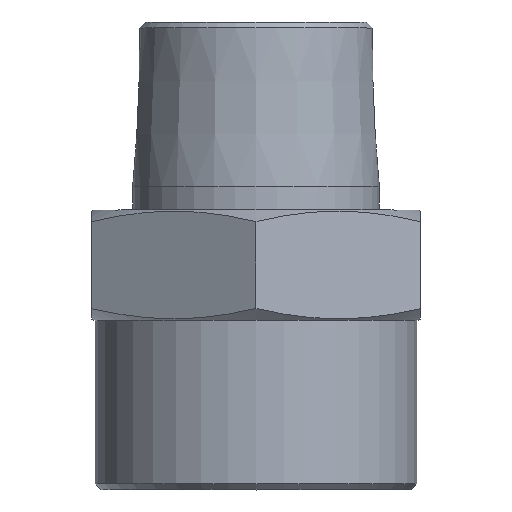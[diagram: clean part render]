
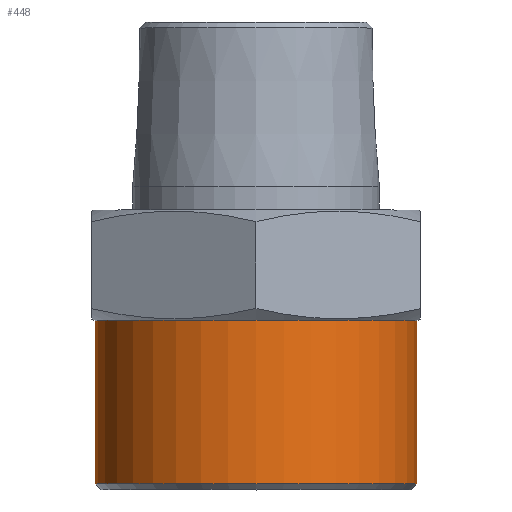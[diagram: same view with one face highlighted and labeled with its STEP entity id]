
A CAD part, top view. The second image highlights one B-rep face of the part: STEP entity #448.
In plain terms, the highlighted cylindrical face has radius 6.85 mm (diameter 13.7 mm), a full revolution.
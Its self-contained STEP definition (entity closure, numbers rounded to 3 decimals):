
#20=CYLINDRICAL_SURFACE('',#481,6.85);
#86=ORIENTED_EDGE('',*,*,#146,.T.);
#87=ORIENTED_EDGE('',*,*,#147,.F.);
#146=EDGE_CURVE('',#173,#173,#188,.T.);
#147=EDGE_CURVE('',#174,#174,#189,.T.);
#173=VERTEX_POINT('',#687);
#174=VERTEX_POINT('',#689);
#188=CIRCLE('',#482,6.85);
#189=CIRCLE('',#483,6.85);
#209=EDGE_LOOP('',(#86));
#210=EDGE_LOOP('',(#87));
#247=FACE_BOUND('',#209,.T.);
#248=FACE_BOUND('',#210,.T.);
#448=ADVANCED_FACE('',(#247,#248),#20,.T.);
#481=AXIS2_PLACEMENT_3D('',#685,#541,#542);
#482=AXIS2_PLACEMENT_3D('',#686,#543,#544);
#483=AXIS2_PLACEMENT_3D('',#688,#545,#546);
#541=DIRECTION('',(0.,1.,0.));
#542=DIRECTION('',(0.,0.,1.));
#543=DIRECTION('',(0.,1.,0.));
#544=DIRECTION('',(0.,0.,1.));
#545=DIRECTION('',(0.,1.,0.));
#546=DIRECTION('',(1.,0.,0.));
#685=CARTESIAN_POINT('',(0.,-7.2,0.));
#686=CARTESIAN_POINT('',(0.,-6.95,0.));
#687=CARTESIAN_POINT('',(0.,-6.95,6.85));
#688=CARTESIAN_POINT('',(0.,0.,0.));
#689=CARTESIAN_POINT('',(6.85,0.,0.));
